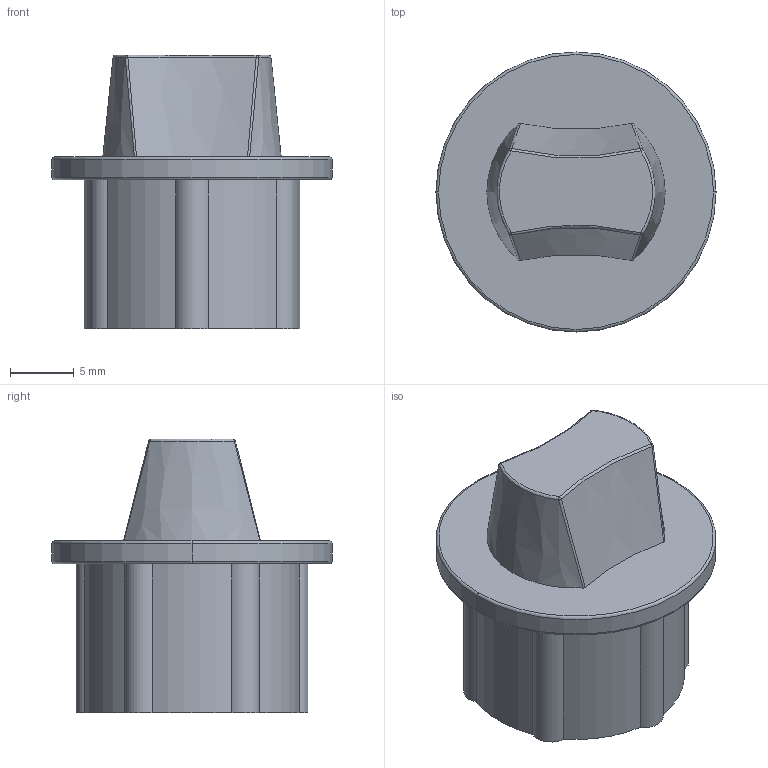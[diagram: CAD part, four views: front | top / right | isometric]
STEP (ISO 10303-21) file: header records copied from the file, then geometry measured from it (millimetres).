
FILE_DESCRIPTION((''),'2;1');
FILE_NAME('D-NDL','2014-12-04T',('odo'),(''),'PRO/ENGINEER BY PARAMETRIC TECHNOLOGY CORPORATION, 2011310','PRO/ENGINEER BY PARAMETRIC TECHNOLOGY CORPORATION, 2011310','');
FILE_SCHEMA(('AUTOMOTIVE_DESIGN_CC2 { 1 2 10303 214 -1 1 5 2 }'));
Length unit declared in the file: millimetre
Products named in the file (1): D-NDL
Bounding box: 22 x 22 x 21.5 mm (x, y, z)
Volume: 2141.1 mm3; surface area: 2339.8 mm2
Topology: 1 solids, 1 shells, 41 faces, 92 edges, 56 vertices
Faces by surface type: cylinder 16, bspline 12, plane 5, torus 4, sphere 4
Entity records: 1883 total; most frequent: CARTESIAN_POINT 797, COLOUR_RGB 209, ORIENTED_EDGE 184, DIRECTION 174, EDGE_CURVE 92, AXIS2_PLACEMENT_3D 79, VERTEX_POINT 56, CIRCLE 50
